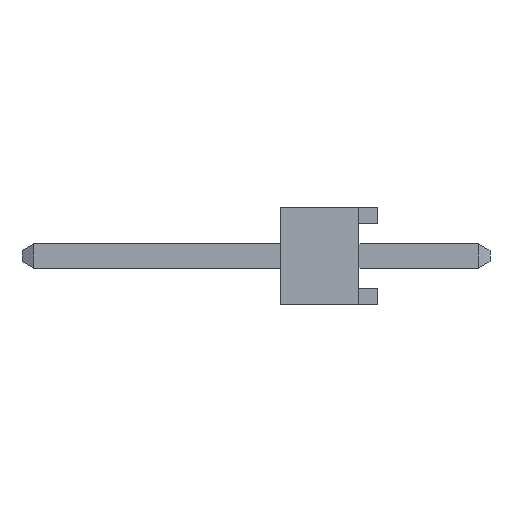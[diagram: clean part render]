
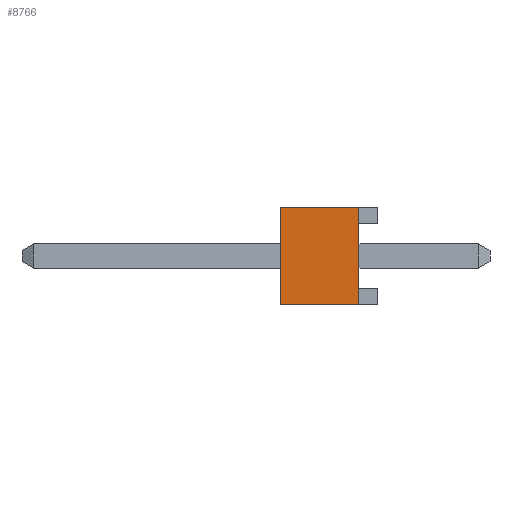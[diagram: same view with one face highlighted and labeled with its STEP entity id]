
A CAD part, left-side view. The second image highlights one B-rep face of the part: STEP entity #8766.
In plain terms, the highlighted planar face has unit normal (-1, 0, 0).
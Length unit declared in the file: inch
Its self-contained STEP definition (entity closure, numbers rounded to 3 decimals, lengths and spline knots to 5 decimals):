
#313 = LINE ( 'NONE', #11462, #2697 ) ;
#656 = LINE ( 'NONE', #5662, #6062 ) ;
#1210 = DIRECTION ( 'NONE',  ( 1., 0., 0. ) ) ;
#2141 = VERTEX_POINT ( 'NONE', #10447 ) ;
#2155 = CARTESIAN_POINT ( 'NONE',  ( -0.5, 0.1, -0.05 ) ) ;
#2291 = EDGE_CURVE ( 'NONE', #11960, #12934, #8534, .T. ) ;
#2697 = VECTOR ( 'NONE', #12488, 39.37008 ) ;
#2814 = VECTOR ( 'NONE', #10622, 39.37008 ) ;
#3498 = CARTESIAN_POINT ( 'NONE',  ( -0.5, 0.1, 0.05 ) ) ;
#3721 = ORIENTED_EDGE ( 'NONE', *, *, #11861, .F. ) ;
#5541 = ORIENTED_EDGE ( 'NONE', *, *, #2291, .T. ) ;
#5662 = CARTESIAN_POINT ( 'NONE',  ( -0.5, 0.02, 0.05 ) ) ;
#6062 = VECTOR ( 'NONE', #12683, 39.37008 ) ;
#7285 = CARTESIAN_POINT ( 'NONE',  ( -0.5, 0.1, 0.05 ) ) ;
#7338 = FACE_OUTER_BOUND ( 'NONE', #10700, .T. ) ;
#7546 = DIRECTION ( 'NONE',  ( 0., -1., 0. ) ) ;
#7622 = LINE ( 'NONE', #3498, #12641 ) ;
#7629 = CARTESIAN_POINT ( 'NONE',  ( -0.5, 0.1, 0.05 ) ) ;
#7821 = CARTESIAN_POINT ( 'NONE',  ( -0.5, 0.1, 0.05 ) ) ;
#7910 = ORIENTED_EDGE ( 'NONE', *, *, #9405, .T. ) ;
#8319 = DIRECTION ( 'NONE',  ( 0., 1., 0. ) ) ;
#8534 = LINE ( 'NONE', #7629, #2814 ) ;
#8596 = VERTEX_POINT ( 'NONE', #10863 ) ;
#8739 = ORIENTED_EDGE ( 'NONE', *, *, #11816, .F. ) ;
#8766 = ADVANCED_FACE ( 'NONE', ( #7338 ), #9254, .F. ) ;
#9254 = PLANE ( 'NONE',  #11786 ) ;
#9405 = EDGE_CURVE ( 'NONE', #12934, #2141, #313, .T. ) ;
#10447 = CARTESIAN_POINT ( 'NONE',  ( -0.5, 0.02, -0.05 ) ) ;
#10622 = DIRECTION ( 'NONE',  ( 0., 0., -1. ) ) ;
#10700 = EDGE_LOOP ( 'NONE', ( #7910, #3721, #8739, #5541 ) ) ;
#10863 = CARTESIAN_POINT ( 'NONE',  ( -0.5, 0.02, 0.05 ) ) ;
#11462 = CARTESIAN_POINT ( 'NONE',  ( -0.5, 0.1, -0.05 ) ) ;
#11786 = AXIS2_PLACEMENT_3D ( 'NONE', #7285, #1210, #8319 ) ;
#11816 = EDGE_CURVE ( 'NONE', #11960, #8596, #7622, .T. ) ;
#11861 = EDGE_CURVE ( 'NONE', #8596, #2141, #656, .T. ) ;
#11960 = VERTEX_POINT ( 'NONE', #7821 ) ;
#12488 = DIRECTION ( 'NONE',  ( 0., -1., 0. ) ) ;
#12641 = VECTOR ( 'NONE', #7546, 39.37008 ) ;
#12683 = DIRECTION ( 'NONE',  ( 0., 0., -1. ) ) ;
#12934 = VERTEX_POINT ( 'NONE', #2155 ) ;
